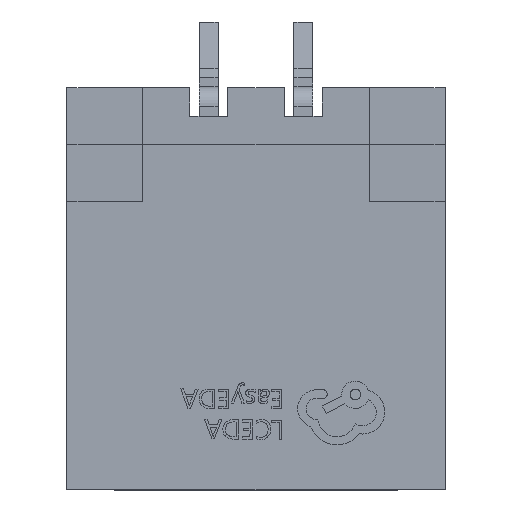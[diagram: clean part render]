
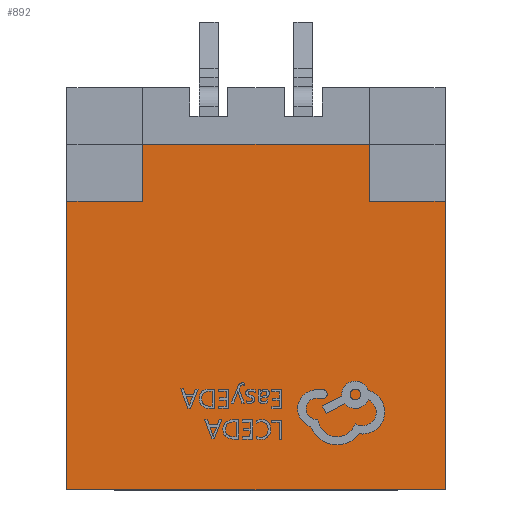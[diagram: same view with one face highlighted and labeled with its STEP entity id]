
A CAD part, top view. The second image highlights one B-rep face of the part: STEP entity #892.
In plain terms, the highlighted planar face has unit normal (0, 0, 1).
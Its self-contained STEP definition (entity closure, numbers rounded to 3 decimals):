
#892 = ADVANCED_FACE('',(#893),#959,.T.);
#893 = FACE_BOUND('',#894,.T.);
#894 = EDGE_LOOP('',(#895,#905,#913,#921,#929,#937,#945,#953));
#895 = ORIENTED_EDGE('',*,*,#896,.T.);
#896 = EDGE_CURVE('',#897,#899,#901,.T.);
#897 = VERTEX_POINT('',#898);
#898 = CARTESIAN_POINT('',(1.2,0.349,2.91));
#899 = VERTEX_POINT('',#900);
#900 = CARTESIAN_POINT('',(1.2,0.949,2.91));
#901 = LINE('',#902,#903);
#902 = CARTESIAN_POINT('',(1.2,0.349,2.91));
#903 = VECTOR('',#904,1.);
#904 = DIRECTION('',(0.,1.,0.));
#905 = ORIENTED_EDGE('',*,*,#906,.F.);
#906 = EDGE_CURVE('',#907,#899,#909,.T.);
#907 = VERTEX_POINT('',#908);
#908 = CARTESIAN_POINT('',(-1.2,0.949,2.91)
  );
#909 = LINE('',#910,#911);
#910 = CARTESIAN_POINT('',(-1.2,0.949,2.91)
  );
#911 = VECTOR('',#912,1.);
#912 = DIRECTION('',(1.,0.,0.));
#913 = ORIENTED_EDGE('',*,*,#914,.F.);
#914 = EDGE_CURVE('',#915,#907,#917,.T.);
#915 = VERTEX_POINT('',#916);
#916 = CARTESIAN_POINT('',(-1.2,0.349,2.91));
#917 = LINE('',#918,#919);
#918 = CARTESIAN_POINT('',(-1.2,0.349,2.91));
#919 = VECTOR('',#920,1.);
#920 = DIRECTION('',(0.,1.,0.));
#921 = ORIENTED_EDGE('',*,*,#922,.T.);
#922 = EDGE_CURVE('',#915,#923,#925,.T.);
#923 = VERTEX_POINT('',#924);
#924 = CARTESIAN_POINT('',(-2.,0.349,2.91)
  );
#925 = LINE('',#926,#927);
#926 = CARTESIAN_POINT('',(-1.2,0.349,2.91));
#927 = VECTOR('',#928,1.);
#928 = DIRECTION('',(-1.,-0.,-0.));
#929 = ORIENTED_EDGE('',*,*,#930,.T.);
#930 = EDGE_CURVE('',#923,#931,#933,.T.);
#931 = VERTEX_POINT('',#932);
#932 = CARTESIAN_POINT('',(-2.,-2.701,
    2.91));
#933 = LINE('',#934,#935);
#934 = CARTESIAN_POINT('',(-2.,1.549,2.91)
  );
#935 = VECTOR('',#936,1.);
#936 = DIRECTION('',(0.,-1.,0.));
#937 = ORIENTED_EDGE('',*,*,#938,.T.);
#938 = EDGE_CURVE('',#931,#939,#941,.T.);
#939 = VERTEX_POINT('',#940);
#940 = CARTESIAN_POINT('',(2.,-2.701,2.91
    ));
#941 = LINE('',#942,#943);
#942 = CARTESIAN_POINT('',(-2.,-2.701,
    2.91));
#943 = VECTOR('',#944,1.);
#944 = DIRECTION('',(1.,0.,0.));
#945 = ORIENTED_EDGE('',*,*,#946,.T.);
#946 = EDGE_CURVE('',#939,#947,#949,.T.);
#947 = VERTEX_POINT('',#948);
#948 = CARTESIAN_POINT('',(2.,0.349,2.91));
#949 = LINE('',#950,#951);
#950 = CARTESIAN_POINT('',(2.,1.549,2.91)
  );
#951 = VECTOR('',#952,1.);
#952 = DIRECTION('',(0.,1.,0.));
#953 = ORIENTED_EDGE('',*,*,#954,.F.);
#954 = EDGE_CURVE('',#897,#947,#955,.T.);
#955 = LINE('',#956,#957);
#956 = CARTESIAN_POINT('',(1.2,0.349,2.91));
#957 = VECTOR('',#958,1.);
#958 = DIRECTION('',(1.,0.,0.));
#959 = PLANE('',#960);
#960 = AXIS2_PLACEMENT_3D('',#961,#962,#963);
#961 = CARTESIAN_POINT('',(-0.5,-0.576,2.91
    ));
#962 = DIRECTION('',(0.,0.,1.));
#963 = DIRECTION('',(1.,0.,-0.));
